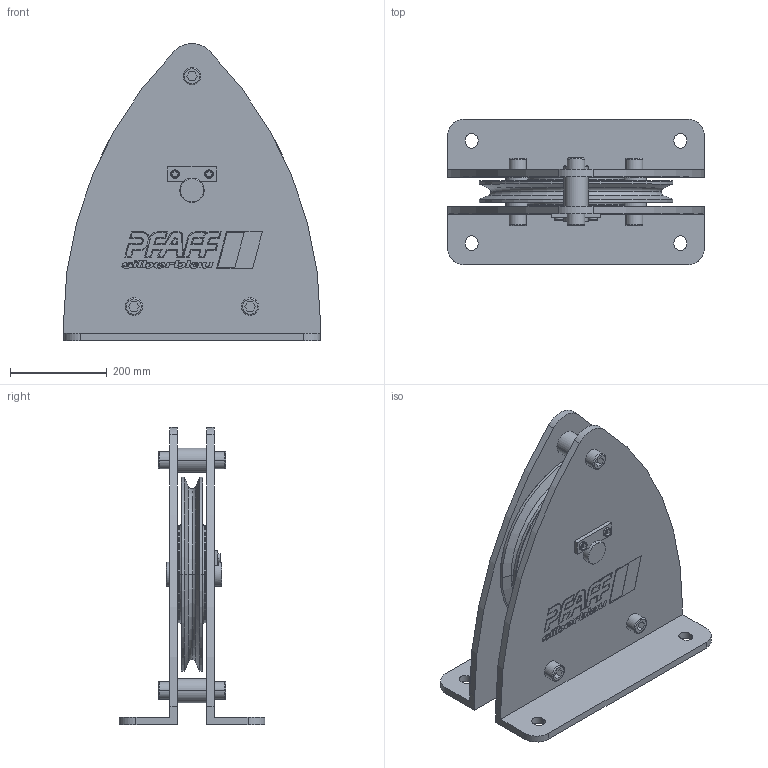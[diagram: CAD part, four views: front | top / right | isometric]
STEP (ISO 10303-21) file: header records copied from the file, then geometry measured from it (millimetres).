
FILE_DESCRIPTION(('STEP AP214'),'1');
FILE_NAME('cctmp_166BA53D-0D21-40FF-9C7E-6BF8C5D8ED1F_2021_10_04_16_05_39_0226..stp','2021-10-04T14:05:39',('COLUMBUS McKINNON Engineered Products GmbH'),('CADClick - www.CADClick.com'),'Spatial InterOp 3D',' ','unknown authorization');
FILE_SCHEMA(('AUTOMOTIVE_DESIGN'));
Length unit declared in the file: millimetre
Products named in the file (1): Drahtseilrollenbock
Bounding box: 530 x 301 x 612.55 mm (x, y, z)
Volume: 14472727.4 mm3; surface area: 1688133.3 mm2
Topology: 1 solids, 8 shells, 641 faces, 1806 edges, 1157 vertices
Faces by surface type: plane 315, cylinder 210, torus 68, sphere 32, cone 16
Entity records: 29603 total; most frequent: CARTESIAN_POINT 7877, ORIENTED_EDGE 3484, DIRECTION 3471, EDGE_CURVE 1742, AXIS2_PLACEMENT_3D 1263, VERTEX_POINT 1157, LINE 945, VECTOR 945
